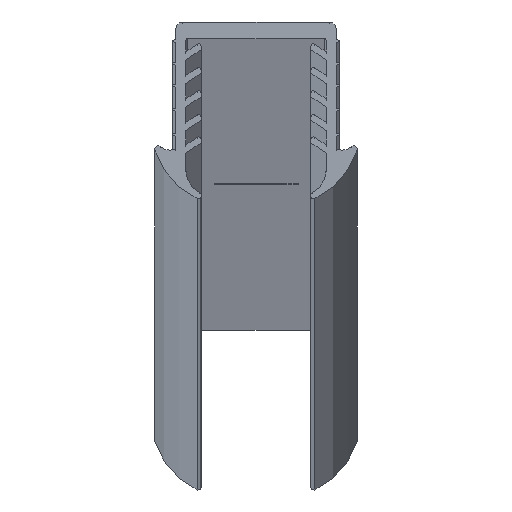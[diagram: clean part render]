
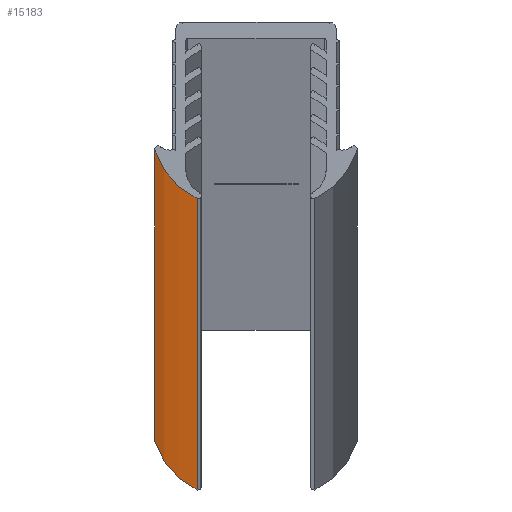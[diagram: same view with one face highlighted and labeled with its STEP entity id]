
A CAD part, top view. The second image highlights one B-rep face of the part: STEP entity #15183.
In plain terms, the highlighted cylindrical face has radius 12.3 mm (diameter 24.6 mm), a partial arc.
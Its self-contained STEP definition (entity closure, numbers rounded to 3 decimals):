
#1028 = CARTESIAN_POINT ( 'NONE',  ( -15.176, -19.153, 12500. ) ) ;
#1139 = DIRECTION ( 'NONE',  ( 0., 0., 1. ) ) ;
#1623 = ORIENTED_EDGE ( 'NONE', *, *, #4171, .F. ) ;
#1783 = AXIS2_PLACEMENT_3D ( 'NONE', #20100, #1139, #10535 ) ;
#2053 = VERTEX_POINT ( 'NONE', #14107 ) ;
#2447 = LINE ( 'NONE', #16474, #16816 ) ;
#3619 = EDGE_CURVE ( 'NONE', #13140, #6270, #11523, .T. ) ;
#4171 = EDGE_CURVE ( 'NONE', #6270, #2053, #7599, .T. ) ;
#4225 = DIRECTION ( 'NONE',  ( -1., 0., 0. ) ) ;
#4520 = CARTESIAN_POINT ( 'NONE',  ( -8.828, -26.45, 12500. ) ) ;
#4888 = CARTESIAN_POINT ( 'NONE',  ( -8.828, -26.45, 12500. ) ) ;
#6270 = VERTEX_POINT ( 'NONE', #4888 ) ;
#7599 = LINE ( 'NONE', #4520, #15505 ) ;
#8589 = VERTEX_POINT ( 'NONE', #16847 ) ;
#8648 = CARTESIAN_POINT ( 'NONE',  ( -3.469, -15.379, 12500. ) ) ;
#9003 = DIRECTION ( 'NONE',  ( 0., 0., -1. ) ) ;
#9753 = DIRECTION ( 'NONE',  ( 0., 0., -1. ) ) ;
#10049 = ORIENTED_EDGE ( 'NONE', *, *, #3619, .F. ) ;
#10535 = DIRECTION ( 'NONE',  ( 1., 0., 0. ) ) ;
#11523 = CIRCLE ( 'NONE', #15374, 12.3 ) ;
#11812 = DIRECTION ( 'NONE',  ( 0., 0., -1. ) ) ;
#12305 = CIRCLE ( 'NONE', #1783, 12.3 ) ;
#12389 = AXIS2_PLACEMENT_3D ( 'NONE', #8648, #9003, #4225 ) ;
#12437 = EDGE_LOOP ( 'NONE', ( #19267, #1623, #10049, #17182 ) ) ;
#12553 = EDGE_CURVE ( 'NONE', #13140, #8589, #2447, .T. ) ;
#13140 = VERTEX_POINT ( 'NONE', #1028 ) ;
#14107 = CARTESIAN_POINT ( 'NONE',  ( -8.828, -26.45, -12500. ) ) ;
#14833 = EDGE_CURVE ( 'NONE', #8589, #2053, #12305, .T. ) ;
#15183 = ADVANCED_FACE ( 'NONE', ( #18501 ), #18762, .T. ) ;
#15374 = AXIS2_PLACEMENT_3D ( 'NONE', #19547, #18178, #19833 ) ;
#15505 = VECTOR ( 'NONE', #9753, 1000. ) ;
#16474 = CARTESIAN_POINT ( 'NONE',  ( -15.176, -19.153, 12500. ) ) ;
#16816 = VECTOR ( 'NONE', #11812, 1000. ) ;
#16847 = CARTESIAN_POINT ( 'NONE',  ( -15.176, -19.153, -12500. ) ) ;
#17182 = ORIENTED_EDGE ( 'NONE', *, *, #12553, .T. ) ;
#18178 = DIRECTION ( 'NONE',  ( 0., 0., 1. ) ) ;
#18501 = FACE_OUTER_BOUND ( 'NONE', #12437, .T. ) ;
#18762 = CYLINDRICAL_SURFACE ( 'NONE', #12389, 12.3 ) ;
#19267 = ORIENTED_EDGE ( 'NONE', *, *, #14833, .T. ) ;
#19547 = CARTESIAN_POINT ( 'NONE',  ( -3.469, -15.379, 12500. ) ) ;
#19833 = DIRECTION ( 'NONE',  ( 1., 0., 0. ) ) ;
#20100 = CARTESIAN_POINT ( 'NONE',  ( -3.469, -15.379, -12500. ) ) ;
